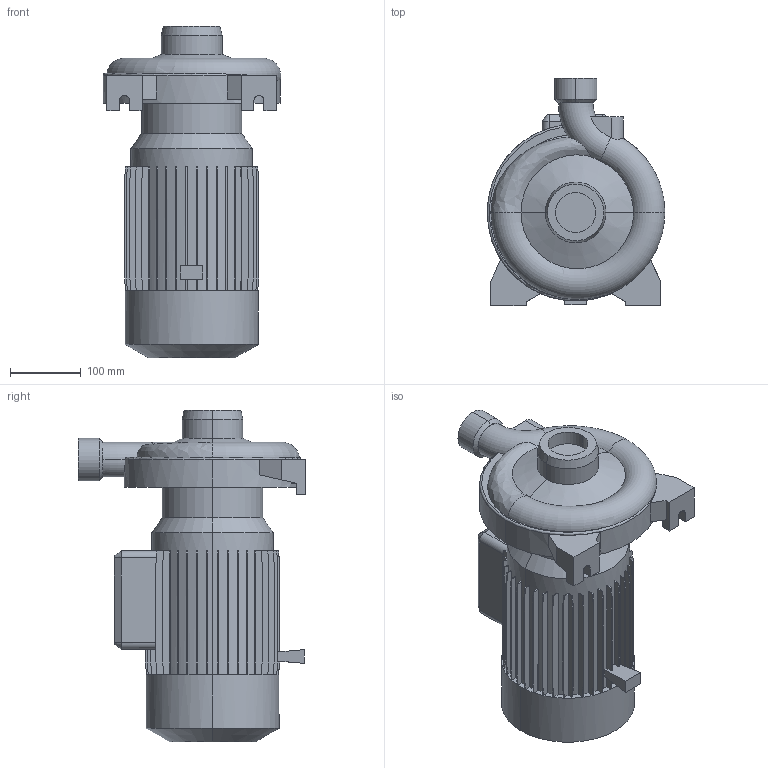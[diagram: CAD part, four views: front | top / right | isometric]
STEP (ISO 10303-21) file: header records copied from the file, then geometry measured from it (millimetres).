
FILE_DESCRIPTION (( 'STEP AP214' ), '1' );
FILE_NAME ('10013814swp00.step', '2022-02-10T10:33:24', ( '' ), ( '' ), 'SwSTEP 2.0', 'SolidWorks 2020', '' );
FILE_SCHEMA (( 'AUTOMOTIVE_DESIGN' ));
Length unit declared in the file: millimetre
Products named in the file (1): 10013814swp00
Bounding box: 250.95 x 322 x 469 mm (x, y, z)
Volume: 12443181.8 mm3; surface area: 544913 mm2
Topology: 1 solids, 1 shells, 349 faces, 998 edges, 658 vertices
Faces by surface type: plane 297, cylinder 29, cone 15, torus 7, bspline 1
Entity records: 12167 total; most frequent: CARTESIAN_POINT 2916, ORIENTED_EDGE 1996, DIRECTION 1808, EDGE_CURVE 998, VECTOR 810, LINE 810, VERTEX_POINT 658, AXIS2_PLACEMENT_3D 499
